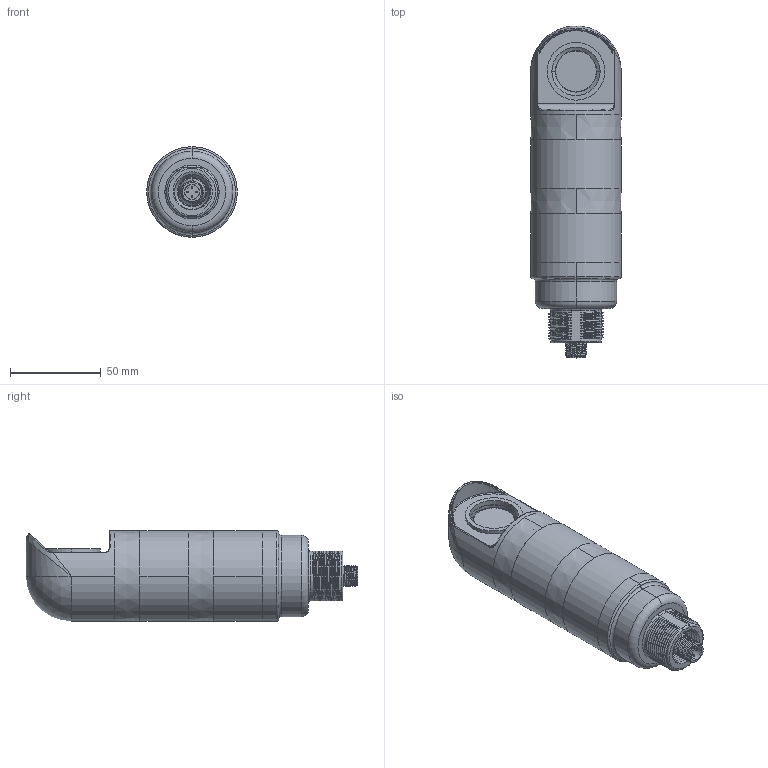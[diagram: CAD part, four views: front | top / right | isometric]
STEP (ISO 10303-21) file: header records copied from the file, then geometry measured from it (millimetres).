
FILE_DESCRIPTION((''),'2;1');
FILE_NAME('154238_SW','2010-09-09T',('banengservice'),('BANNER ENGINEERING'),'PRO/ENGINEER BY PARAMETRIC TECHNOLOGY CORPORATION, 2009141','PRO/ENGINEER BY PARAMETRIC TECHNOLOGY CORPORATION, 2009141','');
FILE_SCHEMA(('CONFIG_CONTROL_DESIGN'));
Products named in the file (1): 154238_SW
Bounding box: 50 x 183.1 x 50 mm (x, y, z)
Volume: 61464.1 mm3; surface area: 84401.9 mm2
Topology: 4 solids, 6 shells, 1257 faces, 3370 edges, 2174 vertices
Faces by surface type: plane 485, cylinder 321, bspline 309, cone 84, torus 54, sphere 4
Entity records: 92318 total; most frequent: CARTESIAN_POINT 63324, ORIENTED_EDGE 6736, DIRECTION 4982, EDGE_CURVE 3368, VERTEX_POINT 2174, AXIS2_PLACEMENT_3D 1789, VECTOR 1404, LINE 1404
